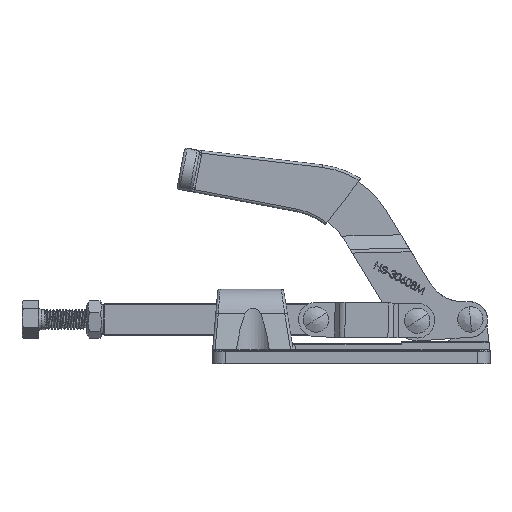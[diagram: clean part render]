
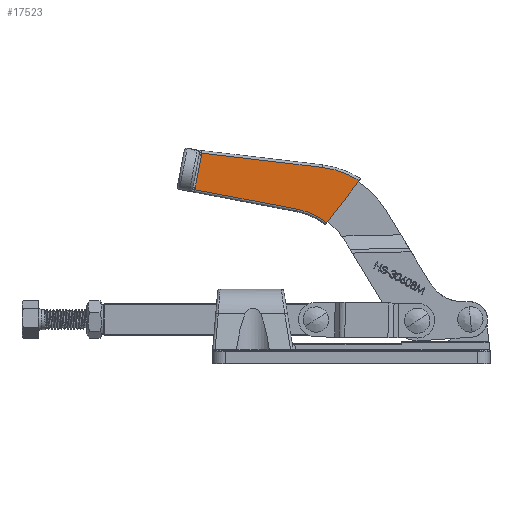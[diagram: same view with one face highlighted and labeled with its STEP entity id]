
A CAD part, front view. The second image highlights one B-rep face of the part: STEP entity #17523.
In plain terms, the highlighted face is planar.
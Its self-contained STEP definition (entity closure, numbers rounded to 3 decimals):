
#2751 = EDGE_LOOP ( 'NONE', ( #32231, #32232, #32233, #32234, #32235, #32236, #32237, #32238, #32239 ) ) ;
#10606 = VERTEX_POINT ( 'NONE', #16860 ) ;
#10889 = VERTEX_POINT ( 'NONE', #16841 ) ;
#10912 = VERTEX_POINT ( 'NONE', #16831 ) ;
#10914 = VERTEX_POINT ( 'NONE', #16830 ) ;
#10948 = VERTEX_POINT ( 'NONE', #16820 ) ;
#11119 = VERTEX_POINT ( 'NONE', #50399 ) ;
#11134 = VERTEX_POINT ( 'NONE', #50373 ) ;
#13284 = CARTESIAN_POINT ( 'NONE',  ( -83.747, 67.117, 4.5 ) ) ;
#13285 = DIRECTION ( 'NONE',  ( -0.208, -0.978, 0. ) ) ;
#13289 = CARTESIAN_POINT ( 'NONE',  ( -36.253, 61.273, 4.5 ) ) ;
#13290 = DIRECTION ( 'NONE',  ( -0.99, 0.139, 0. ) ) ;
#13941 = CARTESIAN_POINT ( 'NONE',  ( -83.697, 67.941, 4.5 ) ) ;
#13942 = CARTESIAN_POINT ( 'NONE',  ( -83.672, 67.671, 4.5 ) ) ;
#14012 = CARTESIAN_POINT ( 'NONE',  ( -83.688, 67.396, 4.5 ) ) ;
#14013 = CARTESIAN_POINT ( 'NONE',  ( -83.747, 67.117, 4.5 ) ) ;
#15305 = CARTESIAN_POINT ( 'NONE',  ( -86.496, 54.185, 4.5 ) ) ;
#15315 = CARTESIAN_POINT ( 'NONE',  ( -86.705, 53.565, 4.5 ) ) ;
#15728 = CARTESIAN_POINT ( 'NONE',  ( -46.775, 45.077, 4.5 ) ) ;
#15729 = CARTESIAN_POINT ( 'NONE',  ( -44.589, 44.613, 4.5 ) ) ;
#15735 = CARTESIAN_POINT ( 'NONE',  ( -42.487, 43.901, 4.5 ) ) ;
#15736 = CARTESIAN_POINT ( 'NONE',  ( -38.452, 41.984, 4.5 ) ) ;
#15737 = CARTESIAN_POINT ( 'NONE',  ( -36.573, 40.804, 4.5 ) ) ;
#15738 = CARTESIAN_POINT ( 'NONE',  ( -34.832, 39.403, 4.5 ) ) ;
#16820 = CARTESIAN_POINT ( 'NONE',  ( -36.253, 61.273, 4.5 ) ) ;
#16830 = CARTESIAN_POINT ( 'NONE',  ( -46.775, 45.077, 4.5 ) ) ;
#16831 = CARTESIAN_POINT ( 'NONE',  ( -34.832, 39.403, 4.5 ) ) ;
#16841 = CARTESIAN_POINT ( 'NONE',  ( -21.763, 55.711, 4.5 ) ) ;
#16860 = CARTESIAN_POINT ( 'NONE',  ( -22.042, 55.296, 4.5 ) ) ;
#17523 = ADVANCED_FACE ( 'NONE', ( #61643 ), #30167, .T. ) ;
#18664 = EDGE_CURVE ( 'NONE', #25650, #10914, #62015, .T. ) ;
#18672 = EDGE_CURVE ( 'NONE', #10912, #10606, #62023, .T. ) ;
#25244 = EDGE_CURVE ( 'NONE', #10606, #10889, #62075, .T. ) ;
#25246 = EDGE_CURVE ( 'NONE', #10889, #10948, #32532, .T. ) ;
#25640 = VERTEX_POINT ( 'NONE', #15305 ) ;
#25650 = VERTEX_POINT ( 'NONE', #15315 ) ;
#28256 = EDGE_CURVE ( 'NONE', #10914, #10912, #32628, .T. ) ;
#28968 = CARTESIAN_POINT ( 'NONE',  ( -86.705, 53.565, 4.5 ) ) ;
#28970 = DIRECTION ( 'NONE',  ( 0.978, -0.208, 0. ) ) ;
#28992 = DIRECTION ( 'NONE',  ( 0.627, 0.779, 0. ) ) ;
#28995 = CARTESIAN_POINT ( 'NONE',  ( -35.459, 38.624, 4.5 ) ) ;
#29090 = CARTESIAN_POINT ( 'NONE',  ( -22.042, 55.296, 4.5 ) ) ;
#29092 = DIRECTION ( 'NONE',  ( 0.559, 0.829, 0. ) ) ;
#29096 = CARTESIAN_POINT ( 'NONE',  ( -23.935, 57.176, 4.5 ) ) ;
#29101 = CARTESIAN_POINT ( 'NONE',  ( -21.763, 55.711, 4.5 ) ) ;
#29105 = CARTESIAN_POINT ( 'NONE',  ( -26.245, 58.378, 4.5 ) ) ;
#29106 = CARTESIAN_POINT ( 'NONE',  ( -31.137, 60.256, 4.5 ) ) ;
#29107 = CARTESIAN_POINT ( 'NONE',  ( -33.658, 60.908, 4.5 ) ) ;
#29108 = CARTESIAN_POINT ( 'NONE',  ( -36.253, 61.273, 4.5 ) ) ;
#30156 = CARTESIAN_POINT ( 'NONE',  ( -41.055, 27.109, 4.5 ) ) ;
#30167 = PLANE ( 'NONE',  #34305 ) ;
#30172 = DIRECTION ( 'NONE',  ( 0., 0., 1. ) ) ;
#30173 = DIRECTION ( 'NONE',  ( 1., 0., 0. ) ) ;
#31031 = EDGE_CURVE ( 'NONE', #11119, #25640, #62463, .T. ) ;
#31034 = EDGE_CURVE ( 'NONE', #10948, #11134, #62466, .T. ) ;
#31166 = EDGE_CURVE ( 'NONE', #11134, #11119, #32793, .T. ) ;
#32231 = ORIENTED_EDGE ( 'NONE', *, *, #18672, .T. ) ;
#32232 = ORIENTED_EDGE ( 'NONE', *, *, #25244, .T. ) ;
#32233 = ORIENTED_EDGE ( 'NONE', *, *, #25246, .T. ) ;
#32234 = ORIENTED_EDGE ( 'NONE', *, *, #31034, .T. ) ;
#32235 = ORIENTED_EDGE ( 'NONE', *, *, #31166, .T. ) ;
#32236 = ORIENTED_EDGE ( 'NONE', *, *, #31031, .T. ) ;
#32237 = ORIENTED_EDGE ( 'NONE', *, *, #56936, .T. ) ;
#32238 = ORIENTED_EDGE ( 'NONE', *, *, #18664, .T. ) ;
#32239 = ORIENTED_EDGE ( 'NONE', *, *, #28256, .T. ) ;
#32532 = B_SPLINE_CURVE_WITH_KNOTS ( 'NONE', 3,
 ( #29101, #29096, #29105, #29106, #29107, #29108 ),
 .UNSPECIFIED., .F., .F.,
 ( 4, 2, 4 ),
 ( 0., 0.5, 1. ),
 .UNSPECIFIED. ) ;
#32628 = B_SPLINE_CURVE_WITH_KNOTS ( 'NONE', 3,
 ( #15728, #15729, #15735, #15736, #15737, #15738 ),
 .UNSPECIFIED., .F., .F.,
 ( 4, 2, 4 ),
 ( 0., 0.5, 1. ),
 .UNSPECIFIED. ) ;
#32793 = B_SPLINE_CURVE_WITH_KNOTS ( 'NONE', 3,
 ( #13941, #13942, #14012, #14013 ),
 .UNSPECIFIED., .F., .F.,
 ( 4, 4 ),
 ( 0., 1. ),
 .UNSPECIFIED. ) ;
#34305 = AXIS2_PLACEMENT_3D ( 'NONE', #30156, #30172, #30173 ) ;
#47191 = CARTESIAN_POINT ( 'NONE',  ( -86.543, 53.966, 4.5 ) ) ;
#47193 = CARTESIAN_POINT ( 'NONE',  ( -86.496, 54.185, 4.5 ) ) ;
#47208 = CARTESIAN_POINT ( 'NONE',  ( -86.613, 53.76, 4.5 ) ) ;
#47210 = CARTESIAN_POINT ( 'NONE',  ( -86.705, 53.565, 4.5 ) ) ;
#47987 = B_SPLINE_CURVE_WITH_KNOTS ( 'NONE', 3,
 ( #47193, #47191, #47208, #47210 ),
 .UNSPECIFIED., .F., .F.,
 ( 4, 4 ),
 ( 0., 1. ),
 .UNSPECIFIED. ) ;
#50373 = CARTESIAN_POINT ( 'NONE',  ( -83.697, 67.941, 4.5 ) ) ;
#50399 = CARTESIAN_POINT ( 'NONE',  ( -83.747, 67.117, 4.5 ) ) ;
#56936 = EDGE_CURVE ( 'NONE', #25640, #25650, #47987, .T. ) ;
#61643 = FACE_OUTER_BOUND ( 'NONE', #2751, .T. ) ;
#62014 = VECTOR ( 'NONE', #28970, 1000. ) ;
#62015 = LINE ( 'NONE', #28968, #62014 ) ;
#62023 = LINE ( 'NONE', #28995, #62027 ) ;
#62027 = VECTOR ( 'NONE', #28992, 1000. ) ;
#62075 = LINE ( 'NONE', #29090, #62077 ) ;
#62077 = VECTOR ( 'NONE', #29092, 1000. ) ;
#62463 = LINE ( 'NONE', #13284, #62465 ) ;
#62465 = VECTOR ( 'NONE', #13285, 1000. ) ;
#62466 = LINE ( 'NONE', #13289, #62468 ) ;
#62468 = VECTOR ( 'NONE', #13290, 1000. ) ;
